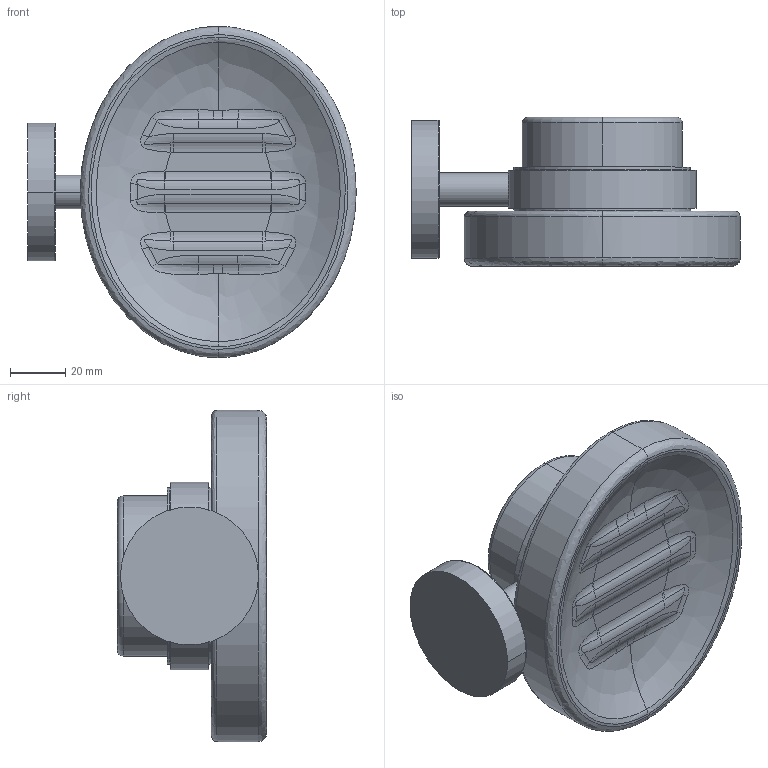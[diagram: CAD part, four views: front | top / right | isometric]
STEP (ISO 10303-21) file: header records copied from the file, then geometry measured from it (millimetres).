
FILE_DESCRIPTION((''),'2;1');
FILE_NAME('JCA0504CH_ASM','2020-12-09T15:02:35',('25393'),(''),'CREO PARAMETRIC BY PTC INC, 2018020','CREO PARAMETRIC BY PTC INC, 2018020','');
FILE_SCHEMA(('CONFIG_CONTROL_DESIGN'));
Length unit declared in the file: millimetre
Products named in the file (7): 7005002-012; 7005003-072_AF0; 7001003-042; 7005003-041_ASM; BC-01; 5005011; JCA0504CH_ASM
Assembly tree (6 placements, depth 3):
  JCA0504CH_ASM
    7005002-012
    7005003-041_ASM
      7005003-072_AF0
      7001003-042
    BC-01
    5005011
Bounding box: 119 x 54 x 120 mm (x, y, z)
Volume: 261855.7 mm3; surface area: 52239.3 mm2
Topology: 5 solids, 5 shells, 114 faces, 246 edges, 148 vertices
Faces by surface type: bspline 50, cylinder 34, plane 22, torus 6, extrusion 2
Entity records: 8134 total; most frequent: CARTESIAN_POINT 5769, ORIENTED_EDGE 492, DIRECTION 426, EDGE_CURVE 246, AXIS2_PLACEMENT_3D 191, VERTEX_POINT 148, EDGE_LOOP 124, FACE_OUTER_BOUND 114
